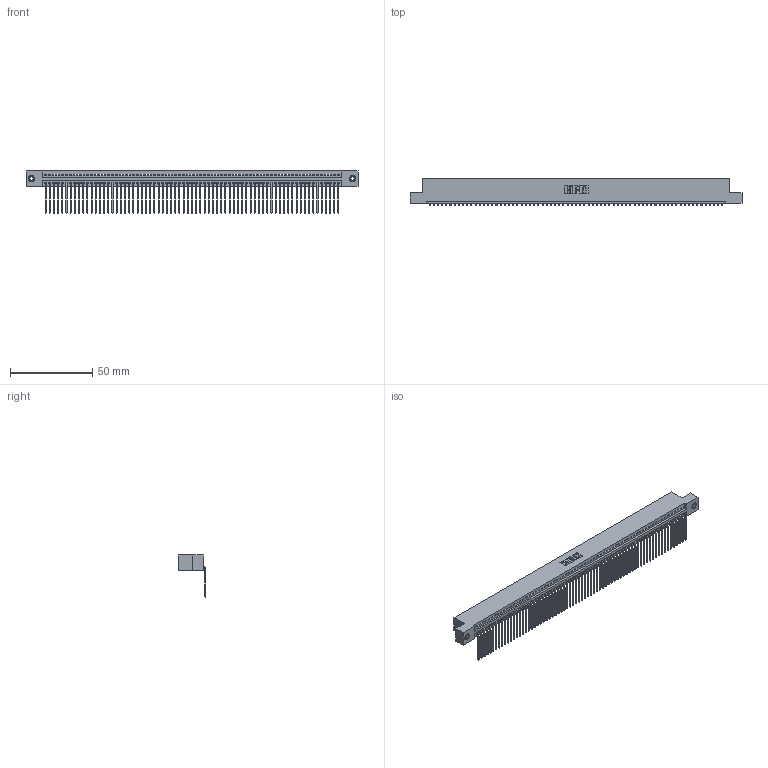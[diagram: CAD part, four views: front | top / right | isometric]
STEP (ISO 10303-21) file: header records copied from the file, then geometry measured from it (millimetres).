
FILE_DESCRIPTION (( 'STEP AP203' ), '1' );
FILE_NAME ('345-071-559-108.STEP', '2018-10-01T16:47:10', ( '' ), ( '' ), 'SwSTEP 2.0', 'SolidWorks 2016', '' );
FILE_SCHEMA (( 'CONFIG_CONTROL_DESIGN' ));
Length unit declared in the file: inch
Products named in the file (4): 345-250-001_345-250-003-102; 345-292-001_558 559 Tail - 1; 345-071-559-108; 345 Part_Flush Mounting Lugs - 0.156 Dia-TI
Assembly tree (74 placements, depth 2):
  345-071-559-108
    345 Part_Flush Mounting Lugs - 0.156 Dia-TI
    345-292-001_558 559 Tail - 1  x71
    345-250-001_345-250-003-102  x2
Bounding box: 201.55 x 16.75 x 25.53 mm (x, y, z)
Volume: 19610.9 mm3; surface area: 27864.5 mm2
Topology: 74 solids, 74 shells, 4446 faces, 13399 edges, 8830 vertices
Faces by surface type: plane 3094, cylinder 1336, cone 12, torus 4
Entity records: 50802 total; most frequent: CARTESIAN_POINT 8780, ORIENTED_EDGE 8778, DIRECTION 7653, EDGE_CURVE 4389, LINE 3953, VECTOR 3953, VERTEX_POINT 2920, AXIS2_PLACEMENT_3D 1850
